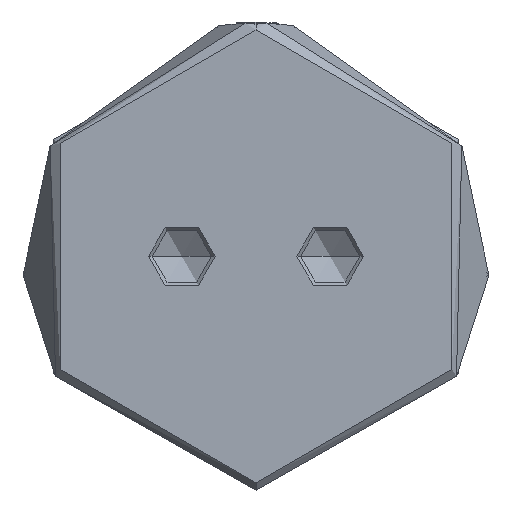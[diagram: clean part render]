
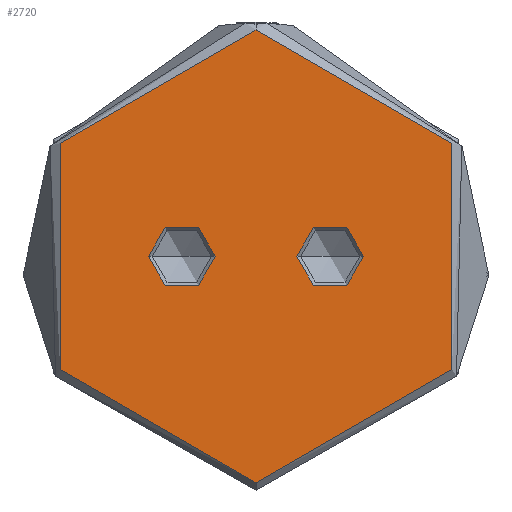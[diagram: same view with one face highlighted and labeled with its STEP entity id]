
A CAD part, front view. The second image highlights one B-rep face of the part: STEP entity #2720.
In plain terms, the highlighted face is planar.
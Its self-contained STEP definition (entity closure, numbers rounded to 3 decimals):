
#285 = AXIS2_PLACEMENT_3D ( 'NONE', #6325, #2495, #6976 ) ;
#570 = CARTESIAN_POINT ( 'NONE',  ( 0., 5.5, 0. ) ) ;
#766 = DIRECTION ( 'NONE',  ( 0., 0., 1. ) ) ;
#873 = CIRCLE ( 'NONE', #285, 4.5 ) ;
#1512 = EDGE_CURVE ( 'NONE', #4459, #5139, #2622, .T. ) ;
#1589 = CARTESIAN_POINT ( 'NONE',  ( 0., 10., 0. ) ) ;
#1743 = VERTEX_POINT ( 'NONE', #5012 ) ;
#2032 = AXIS2_PLACEMENT_3D ( 'NONE', #6246, #6900, #3074 ) ;
#2215 = EDGE_CURVE ( 'NONE', #1743, #4833, #7008, .T. ) ;
#2225 = DIRECTION ( 'NONE',  ( 0., -1., 0. ) ) ;
#2341 = ORIENTED_EDGE ( 'NONE', *, *, #1512, .T. ) ;
#2403 = EDGE_LOOP ( 'NONE', ( #2911, #2341 ) ) ;
#2495 = DIRECTION ( 'NONE',  ( 0., 0., 1. ) ) ;
#2565 = CIRCLE ( 'NONE', #4753, 30.5 ) ;
#2622 = CIRCLE ( 'NONE', #6744, 4.5 ) ;
#2633 = DIRECTION ( 'NONE',  ( 0., 0., -1. ) ) ;
#2695 = CARTESIAN_POINT ( 'NONE',  ( 0., 0., 0. ) ) ;
#2709 = EDGE_LOOP ( 'NONE', ( #3774, #5326 ) ) ;
#2720 = ADVANCED_FACE ( 'NONE', ( #4608, #4402, #4202 ), #4986, .F. ) ;
#2907 = DIRECTION ( 'NONE',  ( 0., 0., 1. ) ) ;
#2911 = ORIENTED_EDGE ( 'NONE', *, *, #3791, .T. ) ;
#3054 = VERTEX_POINT ( 'NONE', #5487 ) ;
#3074 = DIRECTION ( 'NONE',  ( -1., 0., 0. ) ) ;
#3243 = EDGE_CURVE ( 'NONE', #3054, #6923, #873, .T. ) ;
#3564 = ORIENTED_EDGE ( 'NONE', *, *, #8145, .F. ) ;
#3683 = CIRCLE ( 'NONE', #3962, 4.5 ) ;
#3774 = ORIENTED_EDGE ( 'NONE', *, *, #7199, .T. ) ;
#3791 = EDGE_CURVE ( 'NONE', #5139, #4459, #3683, .T. ) ;
#3810 = DIRECTION ( 'NONE',  ( 0., 1., 0. ) ) ;
#3957 = DIRECTION ( 'NONE',  ( 1., 0., 0. ) ) ;
#3962 = AXIS2_PLACEMENT_3D ( 'NONE', #6467, #2633, #7096 ) ;
#4202 = FACE_BOUND ( 'NONE', #2403, .T. ) ;
#4402 = FACE_BOUND ( 'NONE', #5471, .T. ) ;
#4459 = VERTEX_POINT ( 'NONE', #6573 ) ;
#4608 = FACE_OUTER_BOUND ( 'NONE', #2709, .T. ) ;
#4753 = AXIS2_PLACEMENT_3D ( 'NONE', #6746, #2907, #7374 ) ;
#4833 = VERTEX_POINT ( 'NONE', #5599 ) ;
#4986 = PLANE ( 'NONE',  #2032 ) ;
#5012 = CARTESIAN_POINT ( 'NONE',  ( 30.5, 0., 0. ) ) ;
#5059 = DIRECTION ( 'NONE',  ( 0., 0., -1. ) ) ;
#5139 = VERTEX_POINT ( 'NONE', #7530 ) ;
#5269 = AXIS2_PLACEMENT_3D ( 'NONE', #2695, #766, #3957 ) ;
#5326 = ORIENTED_EDGE ( 'NONE', *, *, #2215, .T. ) ;
#5384 = ORIENTED_EDGE ( 'NONE', *, *, #3243, .F. ) ;
#5471 = EDGE_LOOP ( 'NONE', ( #3564, #5384 ) ) ;
#5487 = CARTESIAN_POINT ( 'NONE',  ( 0., 14.5, 0. ) ) ;
#5599 = CARTESIAN_POINT ( 'NONE',  ( -30.5, 0., 0. ) ) ;
#6060 = DIRECTION ( 'NONE',  ( 0., 0., 1. ) ) ;
#6246 = CARTESIAN_POINT ( 'NONE',  ( 0., 0., 0. ) ) ;
#6325 = CARTESIAN_POINT ( 'NONE',  ( 0., 10., 0. ) ) ;
#6467 = CARTESIAN_POINT ( 'NONE',  ( 0., -10., 0. ) ) ;
#6573 = CARTESIAN_POINT ( 'NONE',  ( 0., -14.5, 0. ) ) ;
#6603 = CIRCLE ( 'NONE', #7646, 4.5 ) ;
#6744 = AXIS2_PLACEMENT_3D ( 'NONE', #6956, #5059, #3810 ) ;
#6746 = CARTESIAN_POINT ( 'NONE',  ( 0., 0., 0. ) ) ;
#6900 = DIRECTION ( 'NONE',  ( 0., 0., -1. ) ) ;
#6923 = VERTEX_POINT ( 'NONE', #570 ) ;
#6956 = CARTESIAN_POINT ( 'NONE',  ( 0., -10., 0. ) ) ;
#6976 = DIRECTION ( 'NONE',  ( 0., -1., 0. ) ) ;
#7008 = CIRCLE ( 'NONE', #5269, 30.5 ) ;
#7096 = DIRECTION ( 'NONE',  ( 0., 1., 0. ) ) ;
#7199 = EDGE_CURVE ( 'NONE', #4833, #1743, #2565, .T. ) ;
#7374 = DIRECTION ( 'NONE',  ( 1., 0., 0. ) ) ;
#7530 = CARTESIAN_POINT ( 'NONE',  ( 0., -5.5, 0. ) ) ;
#7646 = AXIS2_PLACEMENT_3D ( 'NONE', #1589, #6060, #2225 ) ;
#8145 = EDGE_CURVE ( 'NONE', #6923, #3054, #6603, .T. ) ;
